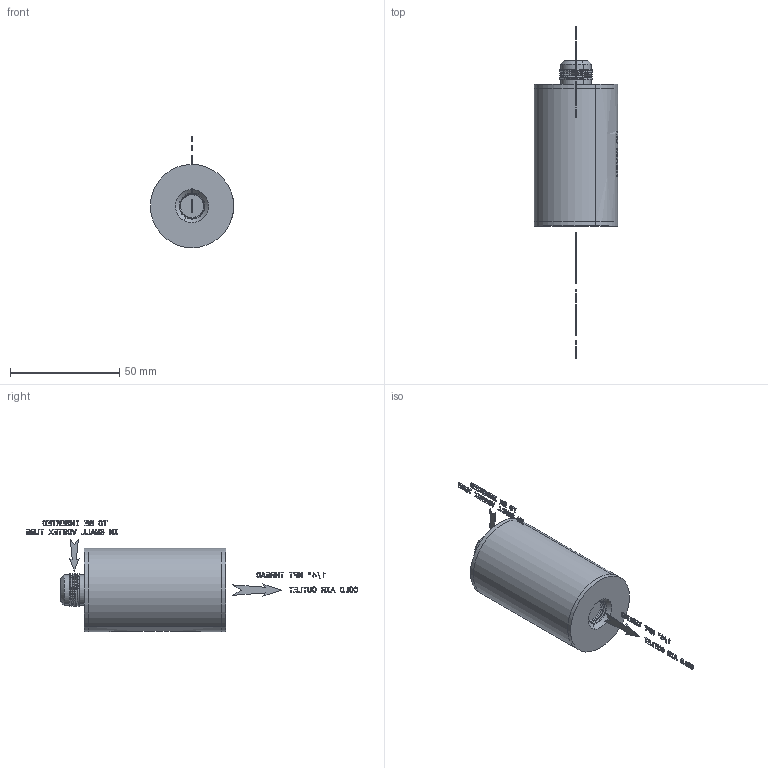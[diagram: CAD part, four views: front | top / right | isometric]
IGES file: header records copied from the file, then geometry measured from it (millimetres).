
Start section: START RECORD GO HERE.
Global section: file name: Small Cold End Muffler.igs; native system: DASSAULT SYSTEMES CATIA V5 R20 - www.3ds.com; preprocessor: CATIA Version 5 Release 20 ; author: DESIGNENG; organization: KJNDESIGN; date: 20150320.152750; units: millimetre
Bounding box: 38.09 x 151.81 x 50.98 mm (x, y, z)
Volume: 74385.8 mm3; surface area: 12051.3 mm2
Topology: 59 solids, 59 shells, 1467 faces, 3964 edges, 2636 vertices
Faces by surface type: plane 1397, revolution 44, bspline 26
